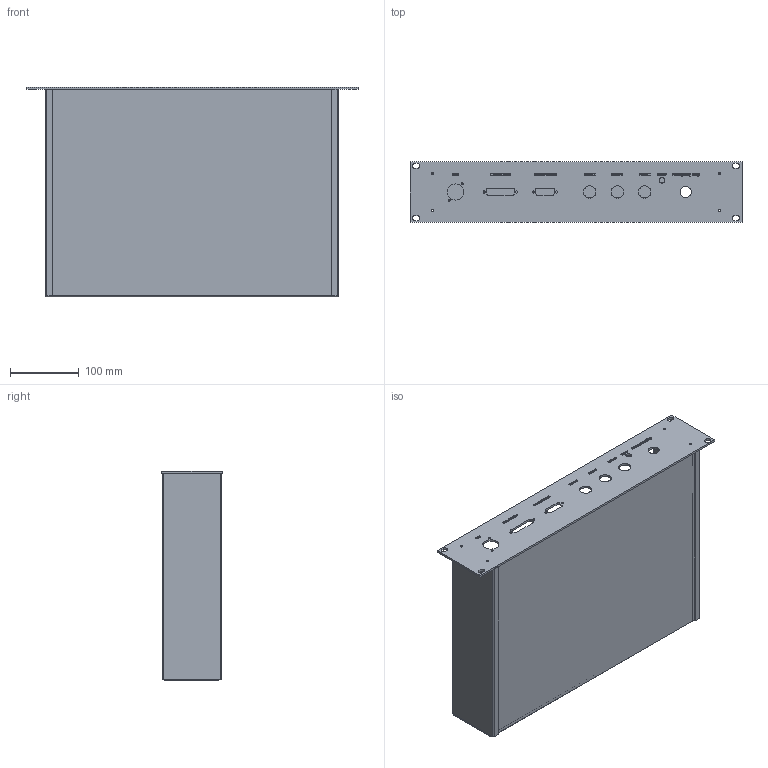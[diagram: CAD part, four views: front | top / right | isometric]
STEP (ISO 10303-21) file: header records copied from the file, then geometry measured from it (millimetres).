
FILE_DESCRIPTION(/* description */ (''),/* implementation_level */ '2;1');
FILE_NAME(/* name */ 'Case_Assembly.stp',/* time_stamp */ '2024-11-06T12:50:47+01:00',/* author */ ('ppovolni'),/* organization */ (''),/* preprocessor_version */ 'ST-DEVELOPER v18.1',/* originating_system */ 'Autodesk Inventor 2022',/* authorisation */ '');
FILE_SCHEMA (('AUTOMOTIVE_DESIGN { 1 0 10303 214 3 1 1 }'));
Length unit declared in the file: millimetre
Products named in the file (5): Case_Assembly; Case_Front; Case_Side; Case_Back; Case_Top
Assembly tree (5 placements, depth 2):
  Case_Assembly
    Case_Front
    Case_Side  x2
    Case_Back
    Case_Top
Bounding box: 482.6 x 88.1 x 305 mm (x, y, z)
Volume: 961710.2 mm3; surface area: 544667.1 mm2
Topology: 5 solids, 5 shells, 1259 faces, 3446 edges, 2296 vertices
Faces by surface type: plane 671, bspline 537, cylinder 51
Full cylindrical faces by diameter (mm): 3.1 x6, 3.2 x8, 3.4 x4, 8 x1, 23.6 x1
Entity records: 42083 total; most frequent: CARTESIAN_POINT 13894, ORIENTED_EDGE 6796, DIRECTION 3846, EDGE_CURVE 3398, VERTEX_POINT 2264, LINE 2230, VECTOR 2230, EDGE_LOOP 1398
